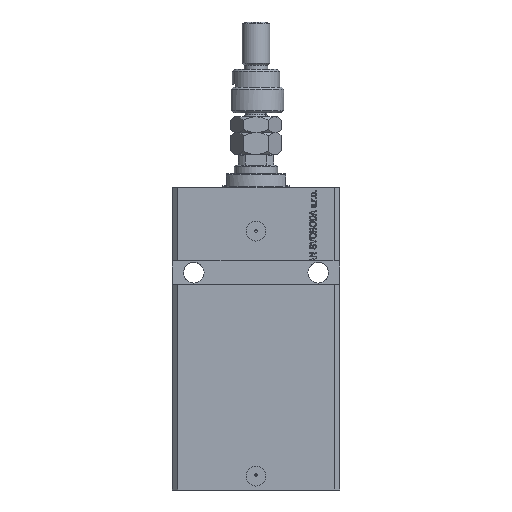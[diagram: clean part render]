
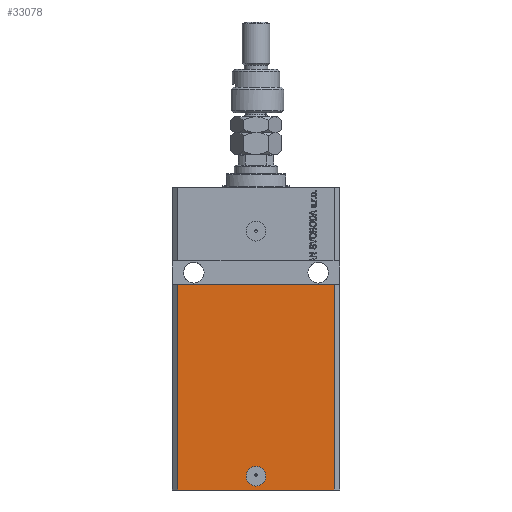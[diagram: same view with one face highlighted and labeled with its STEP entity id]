
A CAD part, front view. The second image highlights one B-rep face of the part: STEP entity #33078.
In plain terms, the highlighted planar face has unit normal (0, -1, 0).
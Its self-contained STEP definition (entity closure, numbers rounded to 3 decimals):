
#2207 = ORIENTED_EDGE ( 'NONE', *, *, #23592, .F. ) ;
#2890 = PLANE ( 'NONE',  #3668 ) ;
#3668 = AXIS2_PLACEMENT_3D ( 'NONE', #21783, #22030, #6215 ) ;
#3692 = CARTESIAN_POINT ( 'NONE',  ( 39.5, -31.5, -49. ) ) ;
#5090 = VERTEX_POINT ( 'NONE', #14637 ) ;
#6215 = DIRECTION ( 'NONE',  ( 0., 0., -1. ) ) ;
#6444 = ORIENTED_EDGE ( 'NONE', *, *, #7754, .F. ) ;
#7094 = EDGE_CURVE ( 'NONE', #5090, #26428, #47406, .T. ) ;
#7638 = VERTEX_POINT ( 'NONE', #35461 ) ;
#7754 = EDGE_CURVE ( 'NONE', #13807, #24027, #21261, .T. ) ;
#10630 = EDGE_CURVE ( 'NONE', #7638, #37911, #12688, .T. ) ;
#12688 = LINE ( 'NONE', #27045, #20294 ) ;
#12897 = CARTESIAN_POINT ( 'NONE',  ( 0., -31.5, -146. ) ) ;
#13175 = DIRECTION ( 'NONE',  ( 0., -1., 0. ) ) ;
#13807 = VERTEX_POINT ( 'NONE', #26208 ) ;
#14159 = DIRECTION ( 'NONE',  ( 0., 0., 1. ) ) ;
#14637 = CARTESIAN_POINT ( 'NONE',  ( 39.5, -31.5, -153. ) ) ;
#17029 = CARTESIAN_POINT ( 'NONE',  ( -39.5, -31.5, -153. ) ) ;
#17912 = CARTESIAN_POINT ( 'NONE',  ( -42.5, -31.5, -49. ) ) ;
#19743 = EDGE_LOOP ( 'NONE', ( #21192, #6444 ) ) ;
#20294 = VECTOR ( 'NONE', #24169, 1000. ) ;
#21192 = ORIENTED_EDGE ( 'NONE', *, *, #37909, .F. ) ;
#21261 = CIRCLE ( 'NONE', #23709, 5. ) ;
#21783 = CARTESIAN_POINT ( 'NONE',  ( -39.5, -31.5, -153. ) ) ;
#22030 = DIRECTION ( 'NONE',  ( 0., -1., 0. ) ) ;
#22662 = DIRECTION ( 'NONE',  ( 1., 0., 0. ) ) ;
#23592 = EDGE_CURVE ( 'NONE', #37911, #26428, #41859, .T. ) ;
#23660 = VECTOR ( 'NONE', #14159, 1000. ) ;
#23709 = AXIS2_PLACEMENT_3D ( 'NONE', #30086, #25757, #22662 ) ;
#24027 = VERTEX_POINT ( 'NONE', #42036 ) ;
#24169 = DIRECTION ( 'NONE',  ( 0., 0., 1. ) ) ;
#25009 = EDGE_CURVE ( 'NONE', #7638, #5090, #32840, .T. ) ;
#25757 = DIRECTION ( 'NONE',  ( 0., -1., 0. ) ) ;
#26208 = CARTESIAN_POINT ( 'NONE',  ( -5., -31.5, -146. ) ) ;
#26428 = VERTEX_POINT ( 'NONE', #3692 ) ;
#27045 = CARTESIAN_POINT ( 'NONE',  ( -39.5, -31.5, -153. ) ) ;
#28733 = DIRECTION ( 'NONE',  ( 1., 0., 0. ) ) ;
#28933 = ORIENTED_EDGE ( 'NONE', *, *, #25009, .T. ) ;
#30086 = CARTESIAN_POINT ( 'NONE',  ( 0., -31.5, -146. ) ) ;
#32058 = EDGE_LOOP ( 'NONE', ( #2207, #37898, #28933, #34392 ) ) ;
#32840 = LINE ( 'NONE', #17029, #48209 ) ;
#33078 = ADVANCED_FACE ( 'NONE', ( #48829, #41672 ), #2890, .T. ) ;
#34392 = ORIENTED_EDGE ( 'NONE', *, *, #7094, .T. ) ;
#35461 = CARTESIAN_POINT ( 'NONE',  ( -39.5, -31.5, -153. ) ) ;
#37898 = ORIENTED_EDGE ( 'NONE', *, *, #10630, .F. ) ;
#37909 = EDGE_CURVE ( 'NONE', #24027, #13807, #37960, .T. ) ;
#37911 = VERTEX_POINT ( 'NONE', #44301 ) ;
#37960 = CIRCLE ( 'NONE', #43694, 5. ) ;
#40966 = CARTESIAN_POINT ( 'NONE',  ( 39.5, -31.5, -153. ) ) ;
#41672 = FACE_OUTER_BOUND ( 'NONE', #32058, .T. ) ;
#41859 = LINE ( 'NONE', #17912, #44071 ) ;
#42036 = CARTESIAN_POINT ( 'NONE',  ( 5., -31.5, -146. ) ) ;
#43694 = AXIS2_PLACEMENT_3D ( 'NONE', #12897, #13175, #28733 ) ;
#44071 = VECTOR ( 'NONE', #44970, 1000. ) ;
#44301 = CARTESIAN_POINT ( 'NONE',  ( -39.5, -31.5, -49. ) ) ;
#44970 = DIRECTION ( 'NONE',  ( 1., 0., 0. ) ) ;
#47406 = LINE ( 'NONE', #40966, #23660 ) ;
#48209 = VECTOR ( 'NONE', #48394, 1000. ) ;
#48394 = DIRECTION ( 'NONE',  ( 1., 0., 0. ) ) ;
#48829 = FACE_BOUND ( 'NONE', #19743, .T. ) ;
